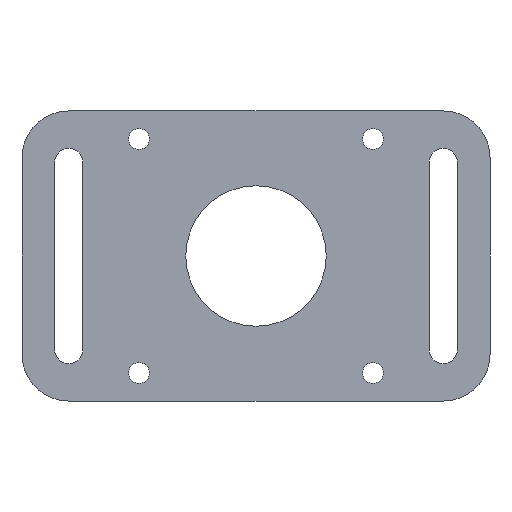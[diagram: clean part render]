
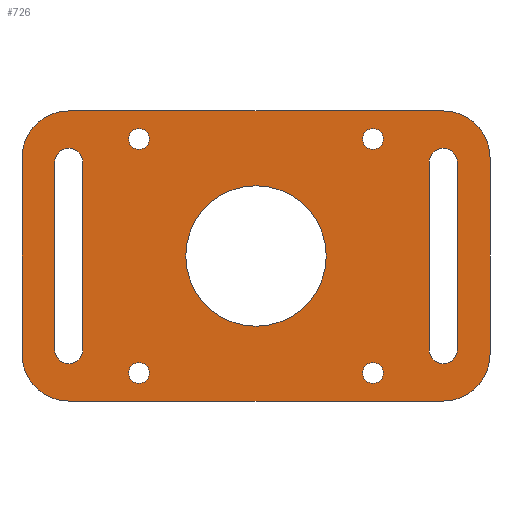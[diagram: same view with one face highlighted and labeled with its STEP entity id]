
A CAD part, front view. The second image highlights one B-rep face of the part: STEP entity #726.
In plain terms, the highlighted planar face has unit normal (0, -1, 0).
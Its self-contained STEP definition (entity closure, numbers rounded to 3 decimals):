
#1=CARTESIAN_POINT('',(40.,0.,-21.));
#2=DIRECTION('',(0.,1.,0.));
#3=DIRECTION('',(1.,0.,0.));
#4=AXIS2_PLACEMENT_3D('',#1,#2,#3);
#6=CARTESIAN_POINT('',(-40.,0.,-21.));
#7=DIRECTION('',(0.,1.,0.));
#8=DIRECTION('',(0.,0.,-1.));
#9=AXIS2_PLACEMENT_3D('',#6,#7,#8);
#11=CARTESIAN_POINT('',(-40.,0.,21.));
#12=DIRECTION('',(0.,1.,0.));
#13=DIRECTION('',(-1.,0.,0.));
#14=AXIS2_PLACEMENT_3D('',#11,#12,#13);
#16=CARTESIAN_POINT('',(40.,0.,21.));
#17=DIRECTION('',(0.,1.,0.));
#18=DIRECTION('',(0.,0.,1.));
#19=AXIS2_PLACEMENT_3D('',#16,#17,#18);
#21=CARTESIAN_POINT('',(-25.,0.,25.));
#22=DIRECTION('',(0.,-1.,0.));
#23=DIRECTION('',(-1.,0.,0.));
#24=AXIS2_PLACEMENT_3D('',#21,#22,#23);
#26=CARTESIAN_POINT('',(-25.,0.,25.));
#27=DIRECTION('',(0.,-1.,0.));
#28=DIRECTION('',(1.,0.,0.));
#29=AXIS2_PLACEMENT_3D('',#26,#27,#28);
#31=CARTESIAN_POINT('',(25.,0.,-25.));
#32=DIRECTION('',(0.,-1.,0.));
#33=DIRECTION('',(-1.,0.,0.));
#34=AXIS2_PLACEMENT_3D('',#31,#32,#33);
#36=CARTESIAN_POINT('',(25.,0.,-25.));
#37=DIRECTION('',(0.,-1.,0.));
#38=DIRECTION('',(1.,0.,0.));
#39=AXIS2_PLACEMENT_3D('',#36,#37,#38);
#41=CARTESIAN_POINT('',(25.,0.,25.));
#42=DIRECTION('',(0.,-1.,0.));
#43=DIRECTION('',(-1.,0.,0.));
#44=AXIS2_PLACEMENT_3D('',#41,#42,#43);
#46=CARTESIAN_POINT('',(25.,0.,25.));
#47=DIRECTION('',(0.,-1.,0.));
#48=DIRECTION('',(1.,0.,0.));
#49=AXIS2_PLACEMENT_3D('',#46,#47,#48);
#51=CARTESIAN_POINT('',(0.,0.,0.));
#52=DIRECTION('',(0.,-1.,0.));
#53=DIRECTION('',(-1.,0.,0.));
#54=AXIS2_PLACEMENT_3D('',#51,#52,#53);
#56=CARTESIAN_POINT('',(0.,0.,0.));
#57=DIRECTION('',(0.,-1.,0.));
#58=DIRECTION('',(1.,0.,0.));
#59=AXIS2_PLACEMENT_3D('',#56,#57,#58);
#61=DIRECTION('',(0.,0.,-1.));
#62=VECTOR('',#61,40.);
#63=CARTESIAN_POINT('',(-43.,0.,20.));
#64=LINE('',#63,#62);
#65=CARTESIAN_POINT('',(-40.,0.,-20.));
#66=DIRECTION('',(0.,-1.,0.));
#67=DIRECTION('',(-1.,0.,0.));
#68=AXIS2_PLACEMENT_3D('',#65,#66,#67);
#70=DIRECTION('',(0.,0.,1.));
#71=VECTOR('',#70,40.);
#72=CARTESIAN_POINT('',(-37.,0.,-20.));
#73=LINE('',#72,#71);
#74=CARTESIAN_POINT('',(-40.,0.,20.));
#75=DIRECTION('',(0.,-1.,0.));
#76=DIRECTION('',(1.,0.,0.));
#77=AXIS2_PLACEMENT_3D('',#74,#75,#76);
#79=DIRECTION('',(0.,0.,-1.));
#80=VECTOR('',#79,40.);
#81=CARTESIAN_POINT('',(37.,0.,20.));
#82=LINE('',#81,#80);
#83=CARTESIAN_POINT('',(40.,0.,-20.));
#84=DIRECTION('',(0.,-1.,0.));
#85=DIRECTION('',(-1.,0.,0.));
#86=AXIS2_PLACEMENT_3D('',#83,#84,#85);
#88=DIRECTION('',(0.,0.,1.));
#89=VECTOR('',#88,40.);
#90=CARTESIAN_POINT('',(43.,0.,-20.));
#91=LINE('',#90,#89);
#92=CARTESIAN_POINT('',(40.,0.,20.));
#93=DIRECTION('',(0.,-1.,0.));
#94=DIRECTION('',(1.,0.,0.));
#95=AXIS2_PLACEMENT_3D('',#92,#93,#94);
#97=CARTESIAN_POINT('',(-25.,0.,-25.));
#98=DIRECTION('',(0.,-1.,0.));
#99=DIRECTION('',(-1.,0.,0.));
#100=AXIS2_PLACEMENT_3D('',#97,#98,#99);
#102=CARTESIAN_POINT('',(-25.,0.,-25.));
#103=DIRECTION('',(0.,-1.,0.));
#104=DIRECTION('',(1.,0.,0.));
#105=AXIS2_PLACEMENT_3D('',#102,#103,#104);
#115=DIRECTION('',(0.,0.,1.));
#116=VECTOR('',#115,42.);
#117=CARTESIAN_POINT('',(50.,0.,-21.));
#118=LINE('',#117,#116);
#127=DIRECTION('',(-1.,0.,0.));
#128=VECTOR('',#127,80.);
#129=CARTESIAN_POINT('',(40.,0.,31.));
#130=LINE('',#129,#128);
#139=DIRECTION('',(0.,0.,-1.));
#140=VECTOR('',#139,42.);
#141=CARTESIAN_POINT('',(-50.,0.,21.));
#142=LINE('',#141,#140);
#151=DIRECTION('',(1.,0.,0.));
#152=VECTOR('',#151,80.);
#153=CARTESIAN_POINT('',(-40.,0.,-31.));
#154=LINE('',#153,#152);
#501=CARTESIAN_POINT('',(50.,0.,-21.));
#502=CARTESIAN_POINT('',(40.,0.,-31.));
#503=VERTEX_POINT('',#501);
#504=VERTEX_POINT('',#502);
#505=CARTESIAN_POINT('',(-40.,0.,-31.));
#506=VERTEX_POINT('',#505);
#507=CARTESIAN_POINT('',(-50.,0.,-21.));
#508=VERTEX_POINT('',#507);
#509=CARTESIAN_POINT('',(-50.,0.,21.));
#510=VERTEX_POINT('',#509);
#511=CARTESIAN_POINT('',(-40.,0.,31.));
#512=VERTEX_POINT('',#511);
#513=CARTESIAN_POINT('',(40.,0.,31.));
#514=VERTEX_POINT('',#513);
#515=CARTESIAN_POINT('',(50.,0.,21.));
#516=VERTEX_POINT('',#515);
#517=CARTESIAN_POINT('',(-27.25,0.,25.));
#518=CARTESIAN_POINT('',(-22.75,0.,25.));
#519=VERTEX_POINT('',#517);
#520=VERTEX_POINT('',#518);
#521=CARTESIAN_POINT('',(22.75,0.,-25.));
#522=CARTESIAN_POINT('',(27.25,0.,-25.));
#523=VERTEX_POINT('',#521);
#524=VERTEX_POINT('',#522);
#525=CARTESIAN_POINT('',(22.75,0.,25.));
#526=CARTESIAN_POINT('',(27.25,0.,25.));
#527=VERTEX_POINT('',#525);
#528=VERTEX_POINT('',#526);
#529=CARTESIAN_POINT('',(-15.,0.,0.));
#530=CARTESIAN_POINT('',(15.,0.,0.));
#531=VERTEX_POINT('',#529);
#532=VERTEX_POINT('',#530);
#533=CARTESIAN_POINT('',(-43.,0.,20.));
#534=CARTESIAN_POINT('',(-43.,0.,-20.));
#535=VERTEX_POINT('',#533);
#536=VERTEX_POINT('',#534);
#537=CARTESIAN_POINT('',(-37.,0.,-20.));
#538=VERTEX_POINT('',#537);
#539=CARTESIAN_POINT('',(-37.,0.,20.));
#540=VERTEX_POINT('',#539);
#541=CARTESIAN_POINT('',(37.,0.,20.));
#542=CARTESIAN_POINT('',(37.,0.,-20.));
#543=VERTEX_POINT('',#541);
#544=VERTEX_POINT('',#542);
#545=CARTESIAN_POINT('',(43.,0.,-20.));
#546=VERTEX_POINT('',#545);
#547=CARTESIAN_POINT('',(43.,0.,20.));
#548=VERTEX_POINT('',#547);
#549=CARTESIAN_POINT('',(-27.25,0.,-25.));
#550=CARTESIAN_POINT('',(-22.75,0.,-25.));
#551=VERTEX_POINT('',#549);
#552=VERTEX_POINT('',#550);
#653=CARTESIAN_POINT('',(0.,0.,0.));
#654=DIRECTION('',(0.,1.,0.));
#655=DIRECTION('',(1.,0.,0.));
#656=AXIS2_PLACEMENT_3D('',#653,#654,#655);
#657=PLANE('',#656);
#659=ORIENTED_EDGE('',*,*,#658,.T.);
#661=ORIENTED_EDGE('',*,*,#660,.F.);
#663=ORIENTED_EDGE('',*,*,#662,.T.);
#665=ORIENTED_EDGE('',*,*,#664,.F.);
#667=ORIENTED_EDGE('',*,*,#666,.T.);
#669=ORIENTED_EDGE('',*,*,#668,.F.);
#671=ORIENTED_EDGE('',*,*,#670,.T.);
#673=ORIENTED_EDGE('',*,*,#672,.F.);
#674=EDGE_LOOP('',(#659,#661,#663,#665,#667,#669,#671,#673));
#675=FACE_OUTER_BOUND('',#674,.F.);
#677=ORIENTED_EDGE('',*,*,#676,.T.);
#679=ORIENTED_EDGE('',*,*,#678,.T.);
#680=EDGE_LOOP('',(#677,#679));
#681=FACE_BOUND('',#680,.F.);
#683=ORIENTED_EDGE('',*,*,#682,.T.);
#685=ORIENTED_EDGE('',*,*,#684,.T.);
#686=EDGE_LOOP('',(#683,#685));
#687=FACE_BOUND('',#686,.F.);
#689=ORIENTED_EDGE('',*,*,#688,.T.);
#691=ORIENTED_EDGE('',*,*,#690,.T.);
#692=EDGE_LOOP('',(#689,#691));
#693=FACE_BOUND('',#692,.F.);
#695=ORIENTED_EDGE('',*,*,#694,.T.);
#697=ORIENTED_EDGE('',*,*,#696,.T.);
#698=EDGE_LOOP('',(#695,#697));
#699=FACE_BOUND('',#698,.F.);
#701=ORIENTED_EDGE('',*,*,#700,.T.);
#703=ORIENTED_EDGE('',*,*,#702,.T.);
#705=ORIENTED_EDGE('',*,*,#704,.T.);
#707=ORIENTED_EDGE('',*,*,#706,.T.);
#708=EDGE_LOOP('',(#701,#703,#705,#707));
#709=FACE_BOUND('',#708,.F.);
#711=ORIENTED_EDGE('',*,*,#710,.T.);
#713=ORIENTED_EDGE('',*,*,#712,.T.);
#715=ORIENTED_EDGE('',*,*,#714,.T.);
#717=ORIENTED_EDGE('',*,*,#716,.T.);
#718=EDGE_LOOP('',(#711,#713,#715,#717));
#719=FACE_BOUND('',#718,.F.);
#721=ORIENTED_EDGE('',*,*,#720,.T.);
#723=ORIENTED_EDGE('',*,*,#722,.T.);
#724=EDGE_LOOP('',(#721,#723));
#725=FACE_BOUND('',#724,.F.);
#726=ADVANCED_FACE('',(#675,#681,#687,#693,#699,#709,#719,#725),#657,.F.);
#5=CIRCLE('',#4,10.);
#10=CIRCLE('',#9,10.);
#15=CIRCLE('',#14,10.);
#20=CIRCLE('',#19,10.);
#25=CIRCLE('',#24,2.25);
#30=CIRCLE('',#29,2.25);
#35=CIRCLE('',#34,2.25);
#40=CIRCLE('',#39,2.25);
#45=CIRCLE('',#44,2.25);
#50=CIRCLE('',#49,2.25);
#55=CIRCLE('',#54,15.);
#60=CIRCLE('',#59,15.);
#69=CIRCLE('',#68,3.);
#78=CIRCLE('',#77,3.);
#87=CIRCLE('',#86,3.);
#96=CIRCLE('',#95,3.);
#101=CIRCLE('',#100,2.25);
#106=CIRCLE('',#105,2.25);
#658=EDGE_CURVE('',#503,#504,#5,.T.);
#660=EDGE_CURVE('',#506,#504,#154,.T.);
#662=EDGE_CURVE('',#506,#508,#10,.T.);
#664=EDGE_CURVE('',#510,#508,#142,.T.);
#666=EDGE_CURVE('',#510,#512,#15,.T.);
#668=EDGE_CURVE('',#514,#512,#130,.T.);
#670=EDGE_CURVE('',#514,#516,#20,.T.);
#672=EDGE_CURVE('',#503,#516,#118,.T.);
#676=EDGE_CURVE('',#519,#520,#25,.T.);
#678=EDGE_CURVE('',#520,#519,#30,.T.);
#682=EDGE_CURVE('',#523,#524,#35,.T.);
#684=EDGE_CURVE('',#524,#523,#40,.T.);
#688=EDGE_CURVE('',#527,#528,#45,.T.);
#690=EDGE_CURVE('',#528,#527,#50,.T.);
#694=EDGE_CURVE('',#531,#532,#55,.T.);
#696=EDGE_CURVE('',#532,#531,#60,.T.);
#700=EDGE_CURVE('',#535,#536,#64,.T.);
#702=EDGE_CURVE('',#536,#538,#69,.T.);
#704=EDGE_CURVE('',#538,#540,#73,.T.);
#706=EDGE_CURVE('',#540,#535,#78,.T.);
#710=EDGE_CURVE('',#543,#544,#82,.T.);
#712=EDGE_CURVE('',#544,#546,#87,.T.);
#714=EDGE_CURVE('',#546,#548,#91,.T.);
#716=EDGE_CURVE('',#548,#543,#96,.T.);
#720=EDGE_CURVE('',#551,#552,#101,.T.);
#722=EDGE_CURVE('',#552,#551,#106,.T.);
